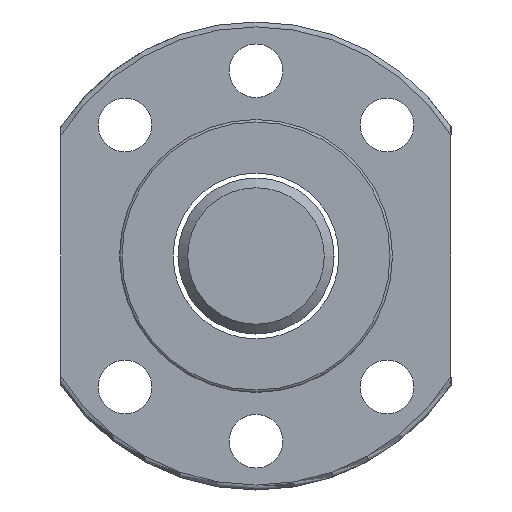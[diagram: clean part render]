
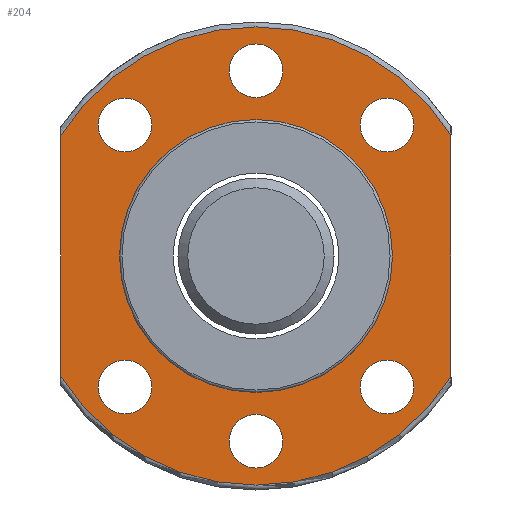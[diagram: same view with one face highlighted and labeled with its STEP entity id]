
A CAD part, left-side view. The second image highlights one B-rep face of the part: STEP entity #204.
In plain terms, the highlighted planar face has unit normal (-1, 0, 0).
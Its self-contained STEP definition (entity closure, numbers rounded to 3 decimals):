
#105=PLANE('',#608);
#117=FACE_BOUND('',#264,.T.);
#118=FACE_BOUND('',#265,.T.);
#119=FACE_BOUND('',#266,.T.);
#120=FACE_BOUND('',#267,.T.);
#121=FACE_BOUND('',#268,.T.);
#122=FACE_BOUND('',#269,.T.);
#123=FACE_BOUND('',#270,.T.);
#187=LINE('',#942,#195);
#188=LINE('',#943,#196);
#195=VECTOR('',#701,1.);
#196=VECTOR('',#702,1.);
#204=ADVANCED_FACE('',(#117,#118,#119,#120,#121,#122,#123,#244),#105,.F.);
#244=FACE_OUTER_BOUND('',#271,.T.);
#264=EDGE_LOOP('',(#384));
#265=EDGE_LOOP('',(#385));
#266=EDGE_LOOP('',(#386));
#267=EDGE_LOOP('',(#387));
#268=EDGE_LOOP('',(#388));
#269=EDGE_LOOP('',(#389));
#270=EDGE_LOOP('',(#390));
#271=EDGE_LOOP('',(#391,#392,#393,#394));
#334=CIRCLE('',#594,23.5);
#337=CIRCLE('',#600,14.);
#338=CIRCLE('',#601,2.75);
#339=CIRCLE('',#602,2.75);
#340=CIRCLE('',#603,2.75);
#341=CIRCLE('',#604,2.75);
#342=CIRCLE('',#605,2.75);
#343=CIRCLE('',#606,2.75);
#344=CIRCLE('',#607,23.5);
#384=ORIENTED_EDGE('',*,*,#539,.T.);
#385=ORIENTED_EDGE('',*,*,#540,.T.);
#386=ORIENTED_EDGE('',*,*,#541,.T.);
#387=ORIENTED_EDGE('',*,*,#542,.T.);
#388=ORIENTED_EDGE('',*,*,#543,.T.);
#389=ORIENTED_EDGE('',*,*,#544,.T.);
#390=ORIENTED_EDGE('',*,*,#545,.T.);
#391=ORIENTED_EDGE('',*,*,#546,.F.);
#392=ORIENTED_EDGE('',*,*,#547,.T.);
#393=ORIENTED_EDGE('',*,*,#532,.F.);
#394=ORIENTED_EDGE('',*,*,#548,.F.);
#483=VERTEX_POINT('',#846);
#485=VERTEX_POINT('',#868);
#490=VERTEX_POINT('',#926);
#491=VERTEX_POINT('',#928);
#492=VERTEX_POINT('',#930);
#493=VERTEX_POINT('',#932);
#494=VERTEX_POINT('',#934);
#495=VERTEX_POINT('',#936);
#496=VERTEX_POINT('',#938);
#497=VERTEX_POINT('',#940);
#498=VERTEX_POINT('',#941);
#532=EDGE_CURVE('',#485,#483,#334,.T.);
#539=EDGE_CURVE('',#490,#490,#337,.T.);
#540=EDGE_CURVE('',#491,#491,#338,.T.);
#541=EDGE_CURVE('',#492,#492,#339,.T.);
#542=EDGE_CURVE('',#493,#493,#340,.T.);
#543=EDGE_CURVE('',#494,#494,#341,.T.);
#544=EDGE_CURVE('',#495,#495,#342,.T.);
#545=EDGE_CURVE('',#496,#496,#343,.T.);
#546=EDGE_CURVE('',#497,#498,#344,.T.);
#547=EDGE_CURVE('',#497,#483,#187,.T.);
#548=EDGE_CURVE('',#498,#485,#188,.T.);
#594=AXIS2_PLACEMENT_3D('',#869,#671,#672);
#600=AXIS2_PLACEMENT_3D('',#925,#685,#686);
#601=AXIS2_PLACEMENT_3D('',#927,#687,#688);
#602=AXIS2_PLACEMENT_3D('',#929,#689,#690);
#603=AXIS2_PLACEMENT_3D('',#931,#691,#692);
#604=AXIS2_PLACEMENT_3D('',#933,#693,#694);
#605=AXIS2_PLACEMENT_3D('',#935,#695,#696);
#606=AXIS2_PLACEMENT_3D('',#937,#697,#698);
#607=AXIS2_PLACEMENT_3D('',#939,#699,#700);
#608=AXIS2_PLACEMENT_3D('',#944,#703,#704);
#671=DIRECTION('',(1.,0.,0.));
#672=DIRECTION('',(0.,1.,0.));
#685=DIRECTION('',(1.,0.,0.));
#686=DIRECTION('',(0.,1.,0.));
#687=DIRECTION('',(1.,0.,0.));
#688=DIRECTION('',(0.,1.,0.));
#689=DIRECTION('',(1.,0.,0.));
#690=DIRECTION('',(0.,1.,0.));
#691=DIRECTION('',(1.,0.,0.));
#692=DIRECTION('',(0.,1.,0.));
#693=DIRECTION('',(1.,0.,0.));
#694=DIRECTION('',(0.,1.,0.));
#695=DIRECTION('',(1.,0.,0.));
#696=DIRECTION('',(0.,1.,0.));
#697=DIRECTION('',(1.,0.,0.));
#698=DIRECTION('',(0.,1.,0.));
#699=DIRECTION('',(1.,0.,0.));
#700=DIRECTION('',(0.,1.,0.));
#701=DIRECTION('',(0.,0.,-1.));
#702=DIRECTION('',(0.,0.,-1.));
#703=DIRECTION('',(1.,0.,0.));
#704=DIRECTION('',(0.,1.,0.));
#846=CARTESIAN_POINT('',(-24.1,20.,-12.339));
#868=CARTESIAN_POINT('',(-24.1,-20.,-12.339));
#869=CARTESIAN_POINT('',(-24.1,0.,0.));
#925=CARTESIAN_POINT('',(-24.1,0.,0.));
#926=CARTESIAN_POINT('',(-24.1,14.,0.));
#927=CARTESIAN_POINT('',(-24.1,13.435,13.435));
#928=CARTESIAN_POINT('',(-24.1,16.185,13.435));
#929=CARTESIAN_POINT('',(-24.1,-13.435,13.435));
#930=CARTESIAN_POINT('',(-24.1,-10.685,13.435));
#931=CARTESIAN_POINT('',(-24.1,-13.435,-13.435));
#932=CARTESIAN_POINT('',(-24.1,-10.685,-13.435));
#933=CARTESIAN_POINT('',(-24.1,13.435,-13.435));
#934=CARTESIAN_POINT('',(-24.1,16.185,-13.435));
#935=CARTESIAN_POINT('',(-24.1,0.,19.));
#936=CARTESIAN_POINT('',(-24.1,2.75,19.));
#937=CARTESIAN_POINT('',(-24.1,0.,-19.));
#938=CARTESIAN_POINT('',(-24.1,2.75,-19.));
#939=CARTESIAN_POINT('',(-24.1,0.,0.));
#940=CARTESIAN_POINT('',(-24.1,20.,12.339));
#941=CARTESIAN_POINT('',(-24.1,-20.,12.339));
#942=CARTESIAN_POINT('',(-24.1,20.,0.));
#943=CARTESIAN_POINT('',(-24.1,-20.,0.));
#944=CARTESIAN_POINT('',(-24.1,18.75,0.));
